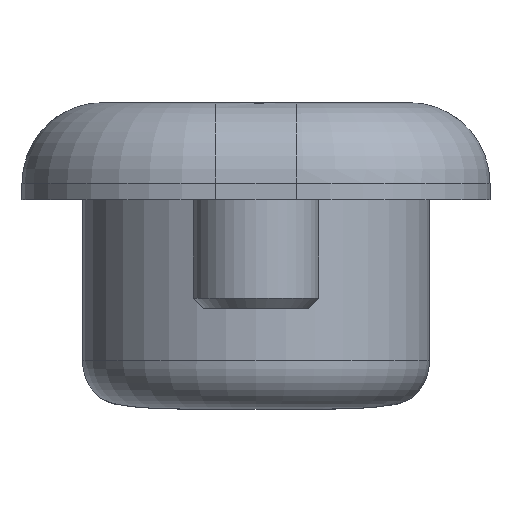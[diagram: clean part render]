
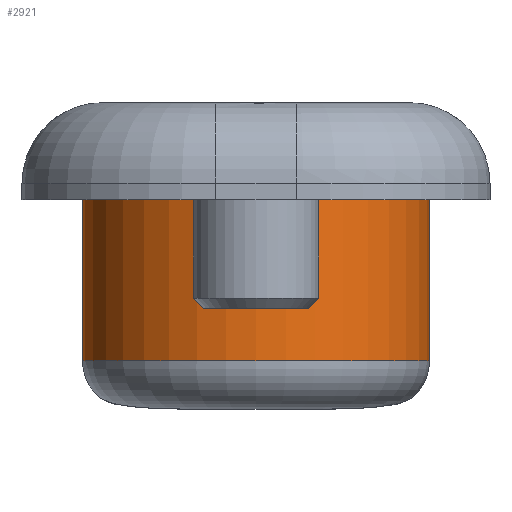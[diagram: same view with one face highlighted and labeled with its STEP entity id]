
A CAD part, front view. The second image highlights one B-rep face of the part: STEP entity #2921.
In plain terms, the highlighted cylindrical face has radius 10.75 mm (diameter 21.5 mm), a partial arc.
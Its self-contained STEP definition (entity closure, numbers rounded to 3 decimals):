
#304=CYLINDRICAL_SURFACE('',#3269,10.75);
#488=FACE_OUTER_BOUND('',#675,.T.);
#675=EDGE_LOOP('',(#2678,#2679,#2680,#2681));
#770=LINE('',#5894,#886);
#795=LINE('',#6730,#911);
#886=VECTOR('',#3905,10.);
#911=VECTOR('',#4050,10.);
#919=CIRCLE('',#2948,10.75);
#1065=CIRCLE('',#3207,10.75);
#1111=VERTEX_POINT('',#4085);
#1113=VERTEX_POINT('',#4089);
#1325=VERTEX_POINT('',#5885);
#1326=VERTEX_POINT('',#5887);
#1383=EDGE_CURVE('',#1111,#1113,#919,.F.);
#1721=EDGE_CURVE('',#1325,#1326,#1065,.T.);
#1725=EDGE_CURVE('',#1325,#1111,#770,.T.);
#1815=EDGE_CURVE('',#1113,#1326,#795,.T.);
#2678=ORIENTED_EDGE('',*,*,#1721,.F.);
#2679=ORIENTED_EDGE('',*,*,#1725,.T.);
#2680=ORIENTED_EDGE('',*,*,#1383,.T.);
#2681=ORIENTED_EDGE('',*,*,#1815,.T.);
#2921=ADVANCED_FACE('',(#488),#304,.T.);
#2948=AXIS2_PLACEMENT_3D('',#4091,#3298,#3299);
#3207=AXIS2_PLACEMENT_3D('',#5888,#3897,#3898);
#3269=AXIS2_PLACEMENT_3D('',#6729,#4048,#4049);
#3298=DIRECTION('center_axis',(0.,0.,
1.));
#3299=DIRECTION('ref_axis',(0.707,-0.707,0.));
#3897=DIRECTION('center_axis',(0.,0.,
-1.));
#3898=DIRECTION('ref_axis',(0.,-1.,0.));
#3905=DIRECTION('',(0.,0.,1.));
#4048=DIRECTION('center_axis',(0.,0.,
1.));
#4049=DIRECTION('ref_axis',(-0.707,-0.707,0.));
#4050=DIRECTION('',(0.,0.,-1.));
#4085=CARTESIAN_POINT('',(10.75,-22.25,0.));
#4089=CARTESIAN_POINT('',(-10.75,-22.25,0.));
#4091=CARTESIAN_POINT('Origin',(0.,-22.25,0.));
#5885=CARTESIAN_POINT('',(10.75,-22.25,-10.));
#5887=CARTESIAN_POINT('',(-10.75,-22.25,-10.));
#5888=CARTESIAN_POINT('Origin',(0.,-22.25,-10.));
#5894=CARTESIAN_POINT('',(10.75,-22.25,-9.75));
#6729=CARTESIAN_POINT('Origin',(0.,-22.25,-9.75));
#6730=CARTESIAN_POINT('',(-10.75,-22.25,-9.75));
